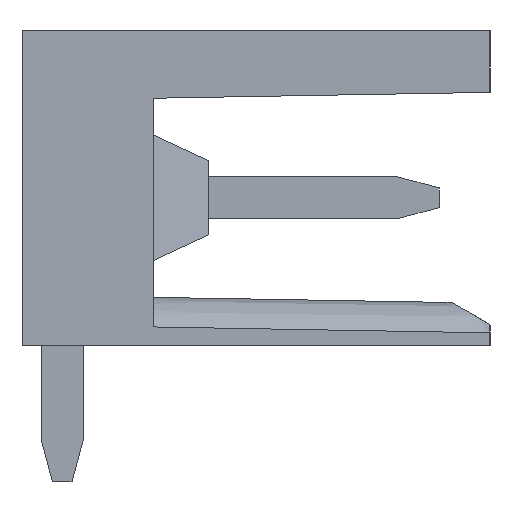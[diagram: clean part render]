
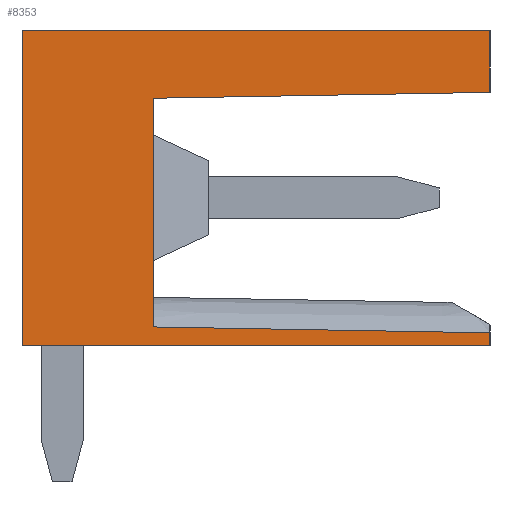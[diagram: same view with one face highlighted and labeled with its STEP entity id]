
A CAD part, left-side view. The second image highlights one B-rep face of the part: STEP entity #8353.
In plain terms, the highlighted planar face has unit normal (-1, 0, 0).
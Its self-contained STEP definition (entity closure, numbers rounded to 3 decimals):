
#8322=AXIS2_PLACEMENT_3D('Plane Axis2P3D',#8319,#8320,#8321) ;
#4085=CARTESIAN_POINT('Vertex',(0.,11.05,3.2)) ;
#4088=CARTESIAN_POINT('Line Origine',(0.,11.05,6.925)) ;
#4092=CARTESIAN_POINT('Vertex',(0.,11.05,10.65)) ;
#4855=CARTESIAN_POINT('Vertex',(0.,0.,3.2)) ;
#4858=CARTESIAN_POINT('Line Origine',(0.,5.525,3.2)) ;
#4945=CARTESIAN_POINT('Vertex',(0.,0.,10.65)) ;
#4950=CARTESIAN_POINT('Line Origine',(0.,0.,9.919)) ;
#4954=CARTESIAN_POINT('Vertex',(0.,0.,9.189)) ;
#6179=CARTESIAN_POINT('Line Origine',(0.,0.,3.356)) ;
#6183=CARTESIAN_POINT('Vertex',(0.,0.,3.511)) ;
#7121=CARTESIAN_POINT('Line Origine',(0.,5.525,10.65)) ;
#8319=CARTESIAN_POINT('Axis2P3D Location',(0.,0.,0.)) ;
#8324=CARTESIAN_POINT('Line Origine',(0.,3.975,3.581)) ;
#8328=CARTESIAN_POINT('Vertex',(0.,7.95,3.65)) ;
#8331=CARTESIAN_POINT('Line Origine',(0.,7.95,6.35)) ;
#8335=CARTESIAN_POINT('Vertex',(0.,7.95,9.05)) ;
#8338=CARTESIAN_POINT('Line Origine',(0.,3.975,9.119)) ;
#4089=DIRECTION('Vector Direction',(0.,0.,1.)) ;
#4859=DIRECTION('Vector Direction',(0.,1.,0.)) ;
#4951=DIRECTION('Vector Direction',(0.,0.,-1.)) ;
#6180=DIRECTION('Vector Direction',(0.,0.,-1.)) ;
#7122=DIRECTION('Vector Direction',(0.,-1.,0.)) ;
#8320=DIRECTION('Axis2P3D Direction',(-1.,0.,0.)) ;
#8321=DIRECTION('Axis2P3D XDirection',(0.,-1.,0.)) ;
#8325=DIRECTION('Vector Direction',(0.,1.,0.017)) ;
#8332=DIRECTION('Vector Direction',(0.,0.,1.)) ;
#8339=DIRECTION('Vector Direction',(0.,1.,-0.017)) ;
#4090=VECTOR('Line Direction',#4089,1.) ;
#4860=VECTOR('Line Direction',#4859,1.) ;
#4952=VECTOR('Line Direction',#4951,1.) ;
#6181=VECTOR('Line Direction',#6180,1.) ;
#7123=VECTOR('Line Direction',#7122,1.) ;
#8326=VECTOR('Line Direction',#8325,1.) ;
#8333=VECTOR('Line Direction',#8332,1.) ;
#8340=VECTOR('Line Direction',#8339,1.) ;
#8344=ORIENTED_EDGE('',*,*,#4956,.T.) ;
#8345=ORIENTED_EDGE('',*,*,#7125,.T.) ;
#8346=ORIENTED_EDGE('',*,*,#4094,.T.) ;
#8347=ORIENTED_EDGE('',*,*,#4862,.T.) ;
#8348=ORIENTED_EDGE('',*,*,#6185,.T.) ;
#8349=ORIENTED_EDGE('',*,*,#8330,.F.) ;
#8350=ORIENTED_EDGE('',*,*,#8337,.F.) ;
#8351=ORIENTED_EDGE('',*,*,#8342,.F.) ;
#8353=ADVANCED_FACE('HOUSING',(#8352),#8323,.T.) ;
#4094=EDGE_CURVE('',#4093,#4086,#4091,.F.) ;
#4862=EDGE_CURVE('',#4086,#4856,#4861,.F.) ;
#4956=EDGE_CURVE('',#4955,#4946,#4953,.F.) ;
#6185=EDGE_CURVE('',#4856,#6184,#6182,.F.) ;
#7125=EDGE_CURVE('',#4946,#4093,#7124,.F.) ;
#8330=EDGE_CURVE('',#8329,#6184,#8327,.F.) ;
#8337=EDGE_CURVE('',#8336,#8329,#8334,.F.) ;
#8342=EDGE_CURVE('',#4955,#8336,#8341,.T.) ;
#8343=EDGE_LOOP('',(#8344,#8345,#8346,#8347,#8348,#8349,#8350,#8351)) ;
#8352=FACE_OUTER_BOUND('',#8343,.T.) ;
#4091=LINE('Line',#4088,#4090) ;
#4861=LINE('Line',#4858,#4860) ;
#4953=LINE('Line',#4950,#4952) ;
#6182=LINE('Line',#6179,#6181) ;
#7124=LINE('Line',#7121,#7123) ;
#8327=LINE('Line',#8324,#8326) ;
#8334=LINE('Line',#8331,#8333) ;
#8341=LINE('Line',#8338,#8340) ;
#8323=PLANE('',#8322) ;
#4086=VERTEX_POINT('',#4085) ;
#4093=VERTEX_POINT('',#4092) ;
#4856=VERTEX_POINT('',#4855) ;
#4946=VERTEX_POINT('',#4945) ;
#4955=VERTEX_POINT('',#4954) ;
#6184=VERTEX_POINT('',#6183) ;
#8329=VERTEX_POINT('',#8328) ;
#8336=VERTEX_POINT('',#8335) ;
